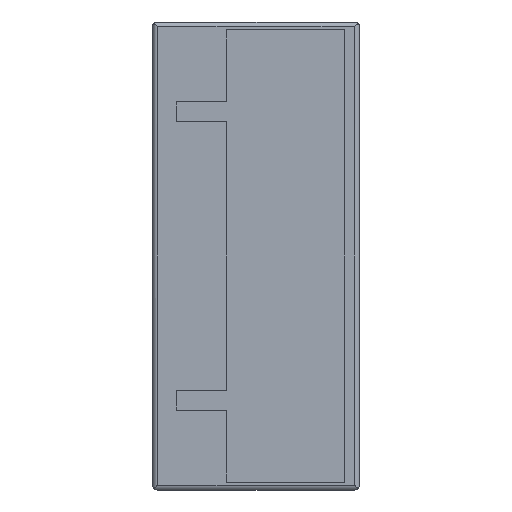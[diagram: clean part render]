
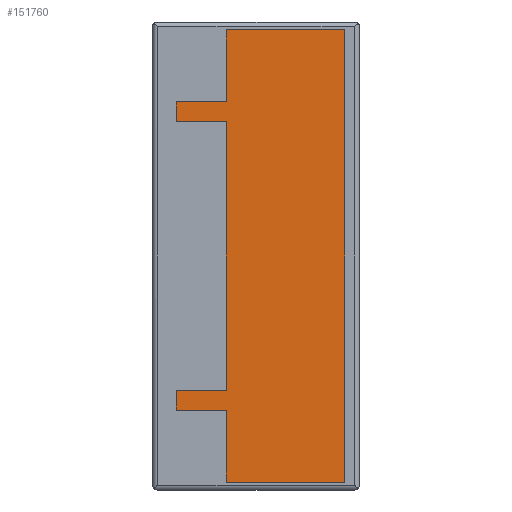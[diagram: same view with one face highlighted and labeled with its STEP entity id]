
A CAD part, left-side view. The second image highlights one B-rep face of the part: STEP entity #151760.
In plain terms, the highlighted face is planar.
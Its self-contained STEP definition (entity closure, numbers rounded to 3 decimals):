
#28010=CARTESIAN_POINT('',(0.8,16.,9.1));
#28020=VERTEX_POINT('',#28010);
#28050=CARTESIAN_POINT('',(0.8,16.,0.));
#28060=DIRECTION('',(0.,0.,-1.));
#28070=VECTOR('',#28060,1.);
#28080=LINE('',#28050,#28070);
#28090=CARTESIAN_POINT('',(0.8,16.,-9.));
#28100=VERTEX_POINT('',#28090);
#28110=EDGE_CURVE('',#28020,#28100,#28080,.T.);
#150810=CARTESIAN_POINT('',(46.72,16.,9.1));
#150820=VERTEX_POINT('',#150810);
#150850=CARTESIAN_POINT('',(0.,16.,9.1));
#150860=DIRECTION('',(1.,0.,0.));
#150870=VECTOR('',#150860,1.);
#150880=LINE('',#150850,#150870);
#150890=EDGE_CURVE('',#28020,#150820,#150880,.T.);
#151300=CARTESIAN_POINT('',(46.72,16.,0.));
#151310=DIRECTION('',(0.,0.,1.));
#151320=VECTOR('',#151310,1.);
#151330=LINE('',#151300,#151320);
#151340=CARTESIAN_POINT('',(46.72,16.,-9.));
#151350=VERTEX_POINT('',#151340);
#151360=EDGE_CURVE('',#151350,#150820,#151330,.T.);
#151600=CARTESIAN_POINT('',(2.,16.,-2.));
#151610=DIRECTION('',(-0.,-1.,-0.));
#151620=DIRECTION('',(-1.,0.,0.));
#151630=AXIS2_PLACEMENT_3D('',#151600,#151610,#151620);
#151640=PLANE('',#151630);
#151650=ORIENTED_EDGE('',*,*,#151360,.T.);
#151660=CARTESIAN_POINT('',(0.,16.,-9.));
#151670=DIRECTION('',(1.,0.,0.));
#151680=VECTOR('',#151670,1.);
#151690=LINE('',#151660,#151680);
#151700=EDGE_CURVE('',#28100,#151350,#151690,.T.);
#151710=ORIENTED_EDGE('',*,*,#151700,.T.);
#151720=ORIENTED_EDGE('',*,*,#28110,.T.);
#151730=ORIENTED_EDGE('',*,*,#150890,.F.);
#151740=EDGE_LOOP('',(#151730,#151720,#151710,#151650));
#151750=FACE_OUTER_BOUND('',#151740,.T.);
#151760=ADVANCED_FACE('',(#151750),#151640,.T.);
